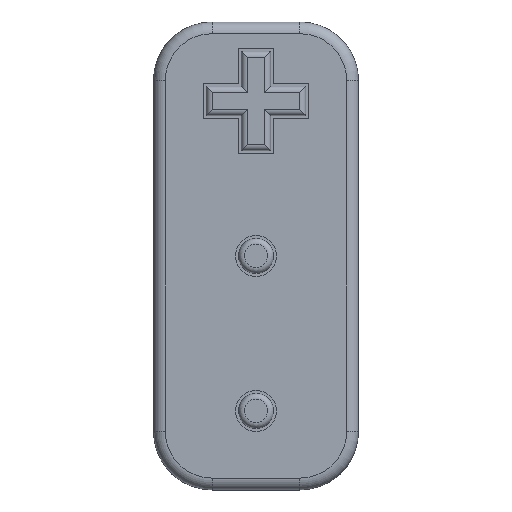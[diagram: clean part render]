
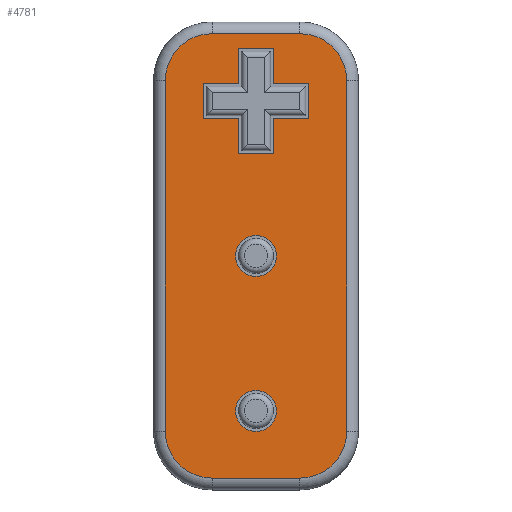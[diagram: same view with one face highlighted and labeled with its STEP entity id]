
A CAD part, top view. The second image highlights one B-rep face of the part: STEP entity #4781.
In plain terms, the highlighted planar face has unit normal (0, 0, 1).
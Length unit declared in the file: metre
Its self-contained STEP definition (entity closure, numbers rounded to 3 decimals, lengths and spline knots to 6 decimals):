
#230=CIRCLE('',#5141,0.008);
#231=CIRCLE('',#5142,0.008);
#232=CIRCLE('',#5143,0.008);
#233=CIRCLE('',#5144,0.008);
#234=CIRCLE('',#5145,0.0035);
#235=CIRCLE('',#5146,0.0035);
#508=ORIENTED_EDGE('',*,*,#1917,.T.);
#509=ORIENTED_EDGE('',*,*,#1918,.T.);
#510=ORIENTED_EDGE('',*,*,#1919,.T.);
#511=ORIENTED_EDGE('',*,*,#1920,.T.);
#512=ORIENTED_EDGE('',*,*,#1921,.T.);
#513=ORIENTED_EDGE('',*,*,#1922,.T.);
#514=ORIENTED_EDGE('',*,*,#1923,.T.);
#515=ORIENTED_EDGE('',*,*,#1924,.T.);
#516=ORIENTED_EDGE('',*,*,#1925,.F.);
#517=ORIENTED_EDGE('',*,*,#1926,.T.);
#518=ORIENTED_EDGE('',*,*,#1927,.T.);
#519=ORIENTED_EDGE('',*,*,#1928,.F.);
#520=ORIENTED_EDGE('',*,*,#1929,.T.);
#521=ORIENTED_EDGE('',*,*,#1930,.T.);
#522=ORIENTED_EDGE('',*,*,#1931,.T.);
#523=ORIENTED_EDGE('',*,*,#1932,.F.);
#524=ORIENTED_EDGE('',*,*,#1933,.F.);
#525=ORIENTED_EDGE('',*,*,#1934,.T.);
#526=ORIENTED_EDGE('',*,*,#1935,.F.);
#527=ORIENTED_EDGE('',*,*,#1936,.F.);
#528=ORIENTED_EDGE('',*,*,#1937,.F.);
#529=ORIENTED_EDGE('',*,*,#1938,.F.);
#1917=EDGE_CURVE('',#2613,#2614,#230,.T.);
#1918=EDGE_CURVE('',#2614,#2615,#3068,.F.);
#1919=EDGE_CURVE('',#2615,#2616,#231,.T.);
#1920=EDGE_CURVE('',#2616,#2617,#3069,.T.);
#1921=EDGE_CURVE('',#2617,#2618,#232,.T.);
#1922=EDGE_CURVE('',#2618,#2619,#3070,.T.);
#1923=EDGE_CURVE('',#2619,#2620,#233,.T.);
#1924=EDGE_CURVE('',#2620,#2613,#3071,.F.);
#1925=EDGE_CURVE('',#2621,#2622,#3072,.T.);
#1926=EDGE_CURVE('',#2621,#2623,#3073,.T.);
#1927=EDGE_CURVE('',#2623,#2624,#3074,.T.);
#1928=EDGE_CURVE('',#2625,#2624,#3075,.T.);
#1929=EDGE_CURVE('',#2625,#2626,#3076,.T.);
#1930=EDGE_CURVE('',#2626,#2627,#3077,.T.);
#1931=EDGE_CURVE('',#2627,#2628,#3078,.T.);
#1932=EDGE_CURVE('',#2629,#2628,#3079,.T.);
#1933=EDGE_CURVE('',#2630,#2629,#3080,.T.);
#1934=EDGE_CURVE('',#2630,#2631,#3081,.T.);
#1935=EDGE_CURVE('',#2632,#2631,#3082,.T.);
#1936=EDGE_CURVE('',#2622,#2632,#3083,.T.);
#1937=EDGE_CURVE('',#2633,#2633,#234,.T.);
#1938=EDGE_CURVE('',#2634,#2634,#235,.T.);
#2613=VERTEX_POINT('',#7298);
#2614=VERTEX_POINT('',#7299);
#2615=VERTEX_POINT('',#7301);
#2616=VERTEX_POINT('',#7303);
#2617=VERTEX_POINT('',#7305);
#2618=VERTEX_POINT('',#7307);
#2619=VERTEX_POINT('',#7309);
#2620=VERTEX_POINT('',#7311);
#2621=VERTEX_POINT('',#7314);
#2622=VERTEX_POINT('',#7315);
#2623=VERTEX_POINT('',#7317);
#2624=VERTEX_POINT('',#7319);
#2625=VERTEX_POINT('',#7321);
#2626=VERTEX_POINT('',#7323);
#2627=VERTEX_POINT('',#7325);
#2628=VERTEX_POINT('',#7327);
#2629=VERTEX_POINT('',#7329);
#2630=VERTEX_POINT('',#7331);
#2631=VERTEX_POINT('',#7333);
#2632=VERTEX_POINT('',#7335);
#2633=VERTEX_POINT('',#7338);
#2634=VERTEX_POINT('',#7340);
#3068=LINE('',#7300,#3581);
#3069=LINE('',#7304,#3582);
#3070=LINE('',#7308,#3583);
#3071=LINE('',#7312,#3584);
#3072=LINE('',#7313,#3585);
#3073=LINE('',#7316,#3586);
#3074=LINE('',#7318,#3587);
#3075=LINE('',#7320,#3588);
#3076=LINE('',#7322,#3589);
#3077=LINE('',#7324,#3590);
#3078=LINE('',#7326,#3591);
#3079=LINE('',#7328,#3592);
#3080=LINE('',#7330,#3593);
#3081=LINE('',#7332,#3594);
#3082=LINE('',#7334,#3595);
#3083=LINE('',#7336,#3596);
#3581=VECTOR('',#5743,1.);
#3582=VECTOR('',#5746,1.);
#3583=VECTOR('',#5749,1.);
#3584=VECTOR('',#5752,1.);
#3585=VECTOR('',#5753,1.);
#3586=VECTOR('',#5754,1.);
#3587=VECTOR('',#5755,1.);
#3588=VECTOR('',#5756,1.);
#3589=VECTOR('',#5757,1.);
#3590=VECTOR('',#5758,1.);
#3591=VECTOR('',#5759,1.);
#3592=VECTOR('',#5760,1.);
#3593=VECTOR('',#5761,1.);
#3594=VECTOR('',#5762,1.);
#3595=VECTOR('',#5763,1.);
#3596=VECTOR('',#5764,1.);
#4004=EDGE_LOOP('',(#508,#509,#510,#511,#512,#513,#514,#515));
#4005=EDGE_LOOP('',(#516,#517,#518,#519,#520,#521,#522,#523,#524,#525,#526,
#527));
#4006=EDGE_LOOP('',(#528));
#4007=EDGE_LOOP('',(#529));
#4311=FACE_BOUND('',#4004,.T.);
#4312=FACE_BOUND('',#4005,.T.);
#4313=FACE_BOUND('',#4006,.T.);
#4314=FACE_BOUND('',#4007,.T.);
#4596=PLANE('',#5140);
#4781=ADVANCED_FACE('',(#4311,#4312,#4313,#4314),#4596,.T.);
#5140=AXIS2_PLACEMENT_3D('',#7296,#5739,#5740);
#5141=AXIS2_PLACEMENT_3D('',#7297,#5741,#5742);
#5142=AXIS2_PLACEMENT_3D('',#7302,#5744,#5745);
#5143=AXIS2_PLACEMENT_3D('',#7306,#5747,#5748);
#5144=AXIS2_PLACEMENT_3D('',#7310,#5750,#5751);
#5145=AXIS2_PLACEMENT_3D('',#7337,#5765,#5766);
#5146=AXIS2_PLACEMENT_3D('',#7339,#5767,#5768);
#5739=DIRECTION('',(0.,0.,1.));
#5740=DIRECTION('',(1.,0.,0.));
#5741=DIRECTION('',(0.,0.,1.));
#5742=DIRECTION('',(1.,0.,0.));
#5743=DIRECTION('',(1.,0.,0.));
#5744=DIRECTION('',(0.,0.,1.));
#5745=DIRECTION('',(1.,0.,0.));
#5746=DIRECTION('',(0.,-1.,0.));
#5747=DIRECTION('',(0.,0.,1.));
#5748=DIRECTION('',(1.,0.,0.));
#5749=DIRECTION('',(1.,0.,0.));
#5750=DIRECTION('',(0.,0.,1.));
#5751=DIRECTION('',(1.,0.,0.));
#5752=DIRECTION('',(0.,-1.,0.));
#5753=DIRECTION('',(1.,0.,0.));
#5754=DIRECTION('',(0.,1.,0.));
#5755=DIRECTION('',(1.,0.,0.));
#5756=DIRECTION('',(0.,-1.,0.));
#5757=DIRECTION('',(1.,0.,0.));
#5758=DIRECTION('',(0.,-1.,0.));
#5759=DIRECTION('',(1.,0.,0.));
#5760=DIRECTION('',(0.,1.,0.));
#5761=DIRECTION('',(1.,0.,0.));
#5762=DIRECTION('',(0.,-1.,0.));
#5763=DIRECTION('',(1.,0.,0.));
#5764=DIRECTION('',(0.,-1.,0.));
#5765=DIRECTION('',(0.,0.,1.));
#5766=DIRECTION('',(1.,0.,0.));
#5767=DIRECTION('',(0.,0.,1.));
#5768=DIRECTION('',(1.,0.,0.));
#7296=CARTESIAN_POINT('',(0.,-0.04,0.));
#7297=CARTESIAN_POINT('',(0.0075,-0.01,0.));
#7298=CARTESIAN_POINT('',(0.0155,-0.01,0.));
#7299=CARTESIAN_POINT('',(0.0075,-0.002,0.));
#7300=CARTESIAN_POINT('',(-0.0075,-0.002,0.));
#7301=CARTESIAN_POINT('',(-0.0075,-0.002,0.));
#7302=CARTESIAN_POINT('',(-0.0075,-0.01,0.));
#7303=CARTESIAN_POINT('',(-0.0155,-0.01,0.));
#7304=CARTESIAN_POINT('',(-0.0155,-0.04,0.));
#7305=CARTESIAN_POINT('',(-0.0155,-0.07,0.));
#7306=CARTESIAN_POINT('',(-0.0075,-0.07,0.));
#7307=CARTESIAN_POINT('',(-0.0075,-0.078,0.));
#7308=CARTESIAN_POINT('',(0.,-0.078,0.));
#7309=CARTESIAN_POINT('',(0.0075,-0.078,0.));
#7310=CARTESIAN_POINT('',(0.0075,-0.07,0.));
#7311=CARTESIAN_POINT('',(0.0155,-0.07,0.));
#7312=CARTESIAN_POINT('',(0.0155,-0.01,0.));
#7313=CARTESIAN_POINT('',(-0.006,-0.0165,0.));
#7314=CARTESIAN_POINT('',(-0.009,-0.0165,0.));
#7315=CARTESIAN_POINT('',(-0.003,-0.0165,0.));
#7316=CARTESIAN_POINT('',(-0.009,-0.0135,0.));
#7317=CARTESIAN_POINT('',(-0.009,-0.0105,0.));
#7318=CARTESIAN_POINT('',(-0.006,-0.0105,0.));
#7319=CARTESIAN_POINT('',(-0.003,-0.0105,0.));
#7320=CARTESIAN_POINT('',(-0.003,-0.0075,0.));
#7321=CARTESIAN_POINT('',(-0.003,-0.0045,0.));
#7322=CARTESIAN_POINT('',(0.,-0.0045,0.));
#7323=CARTESIAN_POINT('',(0.003,-0.0045,0.));
#7324=CARTESIAN_POINT('',(0.003,-0.0075,0.));
#7325=CARTESIAN_POINT('',(0.003,-0.0105,0.));
#7326=CARTESIAN_POINT('',(0.006,-0.0105,0.));
#7327=CARTESIAN_POINT('',(0.009,-0.0105,0.));
#7328=CARTESIAN_POINT('',(0.009,-0.0135,0.));
#7329=CARTESIAN_POINT('',(0.009,-0.0165,0.));
#7330=CARTESIAN_POINT('',(0.006,-0.0165,0.));
#7331=CARTESIAN_POINT('',(0.003,-0.0165,0.));
#7332=CARTESIAN_POINT('',(0.003,-0.0195,0.));
#7333=CARTESIAN_POINT('',(0.003,-0.0225,0.));
#7334=CARTESIAN_POINT('',(0.,-0.0225,0.));
#7335=CARTESIAN_POINT('',(-0.003,-0.0225,0.));
#7336=CARTESIAN_POINT('',(-0.003,-0.0195,0.));
#7337=CARTESIAN_POINT('',(0.,-0.04,0.));
#7338=CARTESIAN_POINT('',(0.0035,-0.04,0.));
#7339=CARTESIAN_POINT('',(0.,-0.0665,0.));
#7340=CARTESIAN_POINT('',(0.0035,-0.0665,0.));
